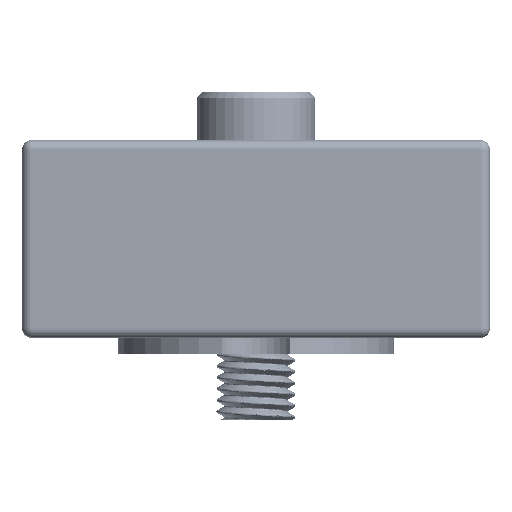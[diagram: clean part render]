
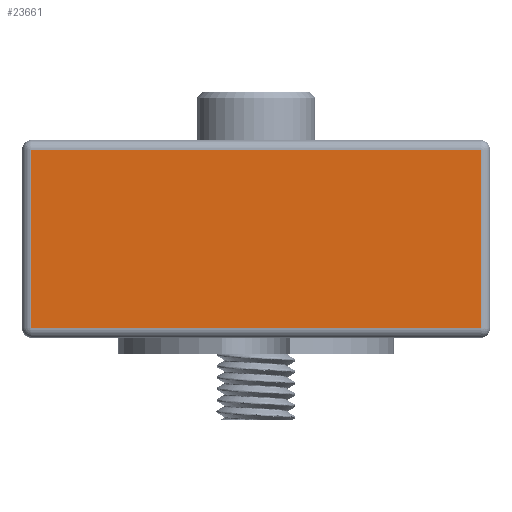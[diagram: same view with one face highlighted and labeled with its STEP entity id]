
A CAD part, front view. The second image highlights one B-rep face of the part: STEP entity #23661.
In plain terms, the highlighted planar face has unit normal (0, -1, 0).
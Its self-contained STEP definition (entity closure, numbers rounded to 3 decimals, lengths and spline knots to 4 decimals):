
#2639=PLANE('',#25732);
#3629=FACE_OUTER_BOUND('',#4862,.T.);
#4862=EDGE_LOOP('',(#18520,#18521,#18522,#18523));
#7009=LINE('',#59890,#7735);
#7012=LINE('',#59907,#7738);
#7015=LINE('',#59925,#7741);
#7023=LINE('',#59946,#7749);
#7735=VECTOR('',#29890,0.3937);
#7738=VECTOR('',#29911,0.3937);
#7741=VECTOR('',#29934,0.3937);
#7749=VECTOR('',#29964,0.3937);
#9519=VERTEX_POINT('',#59877);
#9521=VERTEX_POINT('',#59883);
#9528=VERTEX_POINT('',#59902);
#9532=VERTEX_POINT('',#59919);
#12748=EDGE_CURVE('',#9521,#9519,#7009,.T.);
#12757=EDGE_CURVE('',#9519,#9528,#7012,.T.);
#12766=EDGE_CURVE('',#9532,#9521,#7015,.T.);
#12778=EDGE_CURVE('',#9528,#9532,#7023,.T.);
#18520=ORIENTED_EDGE('',*,*,#12748,.F.);
#18521=ORIENTED_EDGE('',*,*,#12766,.F.);
#18522=ORIENTED_EDGE('',*,*,#12778,.F.);
#18523=ORIENTED_EDGE('',*,*,#12757,.F.);
#23661=ADVANCED_FACE('',(#3629),#2639,.T.);
#25732=AXIS2_PLACEMENT_3D('',#59953,#29973,#29974);
#29890=DIRECTION('',(-1.,0.,0.));
#29911=DIRECTION('',(0.,0.,1.));
#29934=DIRECTION('',(0.,0.,-1.));
#29964=DIRECTION('',(1.,0.,0.));
#29973=DIRECTION('center_axis',(0.,-1.,0.));
#29974=DIRECTION('ref_axis',(1.,0.,0.));
#59877=CARTESIAN_POINT('',(-1.45,-1.11,0.2991));
#59883=CARTESIAN_POINT('',(-0.03,-1.11,0.2991));
#59890=CARTESIAN_POINT('',(-1.11,-1.11,0.2991));
#59902=CARTESIAN_POINT('',(-1.45,-1.11,0.8641));
#59907=CARTESIAN_POINT('',(-1.45,-1.11,0.2691));
#59919=CARTESIAN_POINT('',(-0.03,-1.11,0.8641));
#59925=CARTESIAN_POINT('',(-0.03,-1.11,0.2691));
#59946=CARTESIAN_POINT('',(-1.11,-1.11,0.8641));
#59953=CARTESIAN_POINT('Origin',(-1.48,-1.11,0.2691));
